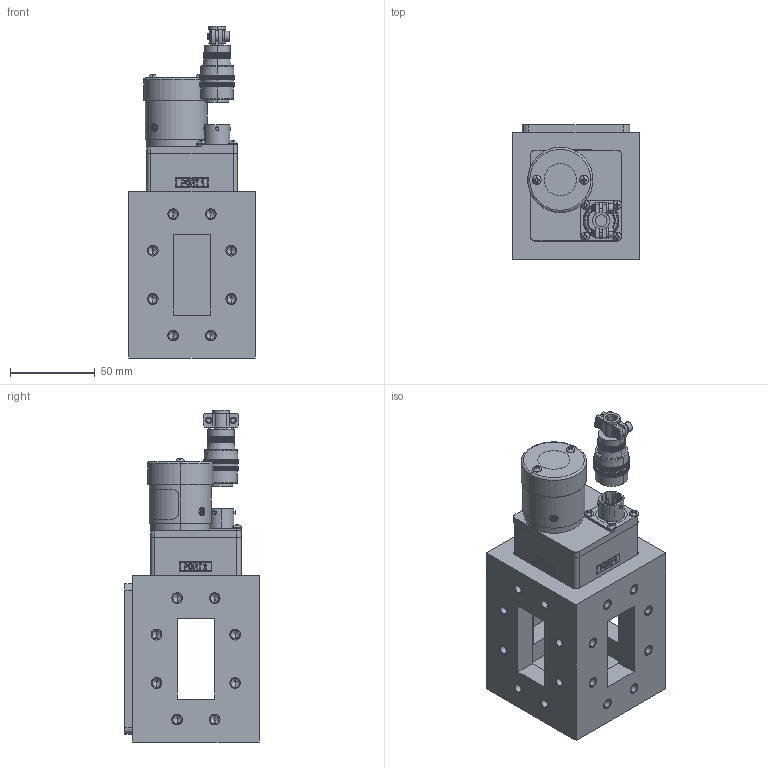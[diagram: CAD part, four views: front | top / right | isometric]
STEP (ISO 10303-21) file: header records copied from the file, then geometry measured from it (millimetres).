
FILE_DESCRIPTION (( 'STEP AP214' ), '1' );
FILE_NAME ('PEWGS6028 ¦ FMWGS6028.step', '2021-04-23T16:12:20', ( '' ), ( '' ), 'SwSTEP 2.0', 'SolidWorks 2020', '' );
FILE_SCHEMA (( 'AUTOMOTIVE_DESIGN' ));
Length unit declared in the file: inch
Products named in the file (1): PEWGS6028 ｦ FMWGS6028
Bounding box: 74.93 x 79.5 x 196.25 mm (x, y, z)
Volume: 466340.8 mm3; surface area: 88921 mm2
Topology: 3 solids, 15 shells, 8406 faces, 19286 edges, 10999 vertices
Faces by surface type: bspline 5526, cylinder 1816, plane 697, cone 305, torus 46, sphere 16
Entity records: 302023 total; most frequent: CARTESIAN_POINT 174000, ORIENTED_EDGE 38380, EDGE_CURVE 19190, DIRECTION 11476, VERTEX_POINT 10999, EDGE_LOOP 8607, ADVANCED_FACE 8406, FACE_OUTER_BOUND 8406
